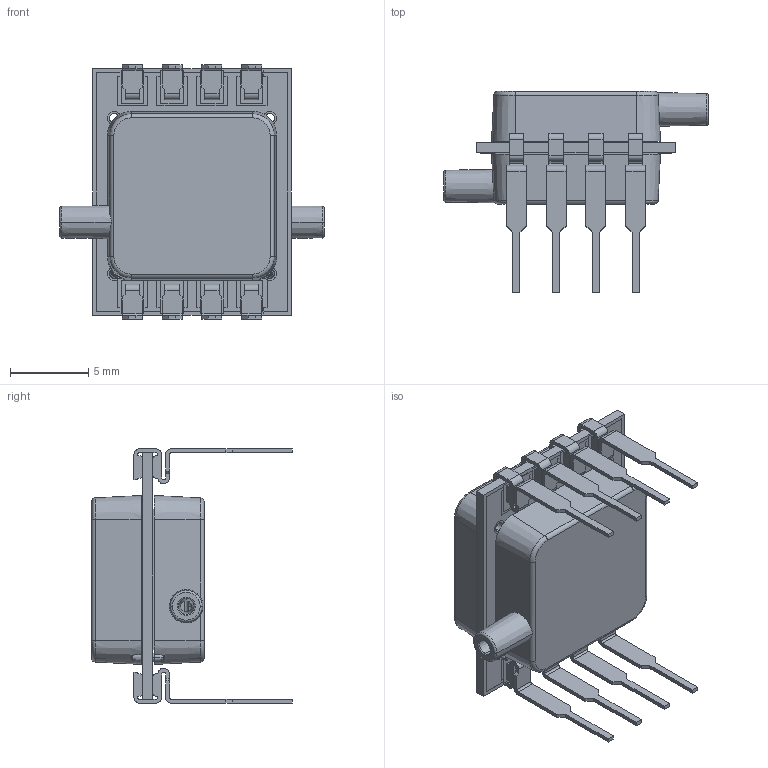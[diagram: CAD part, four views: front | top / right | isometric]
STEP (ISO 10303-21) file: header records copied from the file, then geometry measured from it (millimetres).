
FILE_DESCRIPTION (( 'STEP AP203' ), '1' );
FILE_NAME ('E2ND.STEP', '2021-02-10T19:35:05', ( '' ), ( '' ), 'SwSTEP 2.0', 'SolidWorks 2010', '' );
FILE_SCHEMA (( 'CONFIG_CONTROL_DESIGN' ));
Length unit declared in the file: inch
Products named in the file (4): AS01-06-014_DIP .200S for E series; E2ND; AS01-01-010 for E series; Ceramic-Blank E series
Assembly tree (11 placements, depth 2):
  E2ND
    AS01-06-014_DIP .200S for E series  x8
    Ceramic-Blank E series
    AS01-01-010 for E series  x2
Bounding box: 16.89 x 12.83 x 16.25 mm (x, y, z)
Volume: 575.9 mm3; surface area: 2728.9 mm2
Topology: 29 solids, 29 shells, 801 faces, 2165 edges, 1426 vertices
Faces by surface type: plane 561, cylinder 160, cone 46, torus 26, bspline 8
Entity records: 13351 total; most frequent: CARTESIAN_POINT 2781, ORIENTED_EDGE 2090, DIRECTION 1964, EDGE_CURVE 1045, VECTOR 850, LINE 850, VERTEX_POINT 688, AXIS2_PLACEMENT_3D 557
